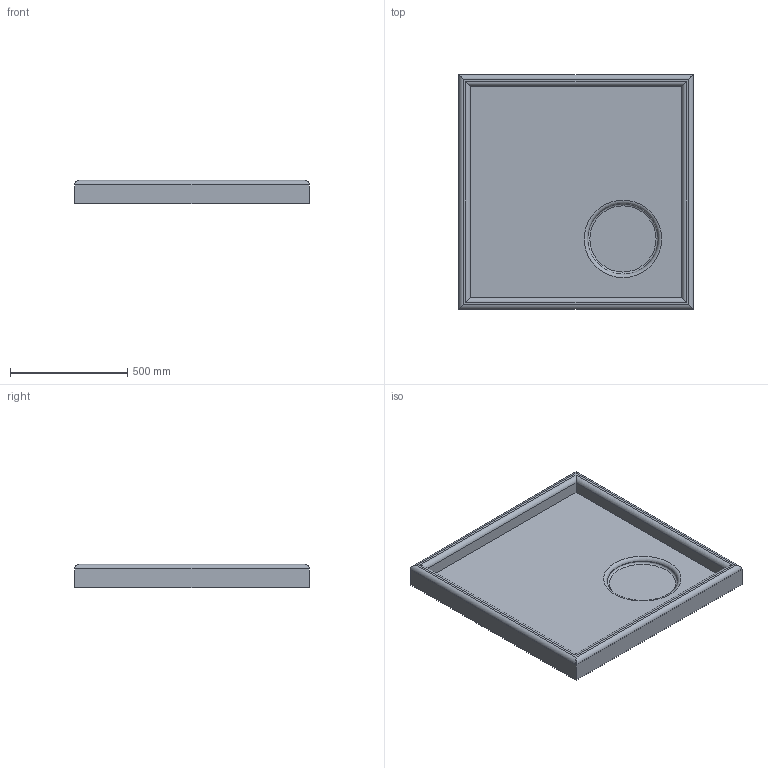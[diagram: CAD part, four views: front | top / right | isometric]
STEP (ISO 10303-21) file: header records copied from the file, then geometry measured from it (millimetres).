
FILE_DESCRIPTION(('FreeCAD Model'),'2;1');
FILE_NAME('ShowerPad1x1m.step','2019-11-16T09:18:47',('Author'),(''), 'Open CASCADE STEP processor 7.3','FreeCAD','Unknown');
FILE_SCHEMA(('AUTOMOTIVE_DESIGN { 1 0 10303 214 1 1 1 1 }'));
Length unit declared in the file: millimetre
Products named in the file (1): ShowerPad1x1m
Bounding box: 1000 x 1000 x 100 mm (x, y, z)
Volume: 40850103.4 mm3; surface area: 2600678.7 mm2
Topology: 1 solids, 1 shells, 23 faces, 47 edges, 28 vertices
Faces by surface type: plane 12, cylinder 9, torus 2
Full cylindrical faces by diameter (mm): 300 x1
Entity records: 1326 total; most frequent: CARTESIAN_POINT 327, DIRECTION 186, LINE 109, VECTOR 109, ORIENTED_EDGE 94, PCURVE 94, DEFINITIONAL_REPRESENTATION 94, EDGE_CURVE 47
